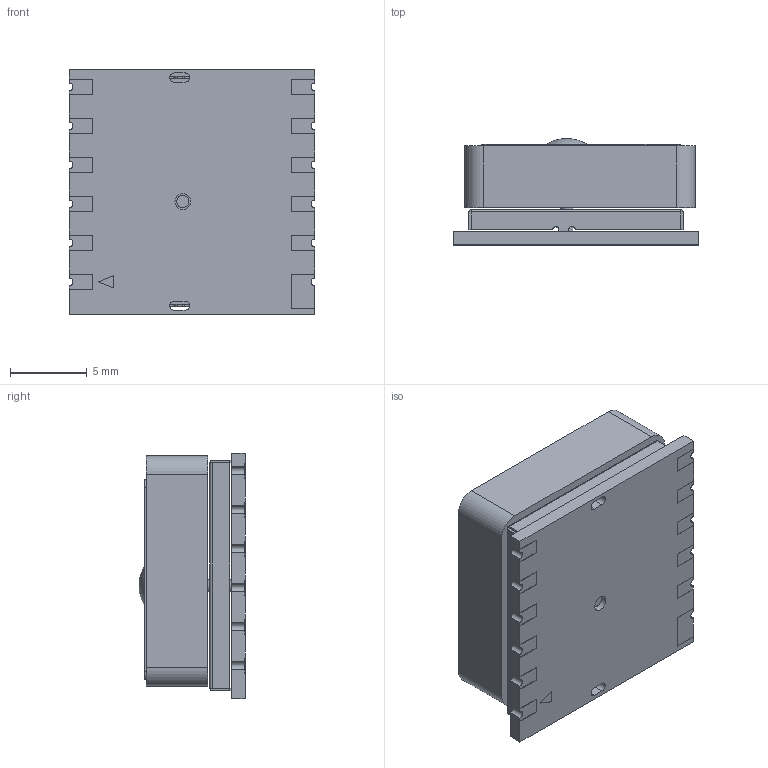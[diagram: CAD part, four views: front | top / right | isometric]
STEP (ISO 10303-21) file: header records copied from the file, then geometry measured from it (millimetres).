
FILE_DESCRIPTION(('HOOPS Exchange Step'),'2;1');
FILE_NAME('temp_export','2023-02-12T17:50:00+08:00',('30abd'),('Shapr3D Limited'),'HOOPS Exchange 2022.2','Shapr3D','Authorized');
FILE_SCHEMA( ('AUTOMOTIVE_DESIGN { 1 0 10303 214 1 1 1 1 }') );
Length unit declared in the file: millimetre
Products named in the file (2): temp_import.STEP; root
Assembly tree (1 placements, depth 2):
  root
    temp_import.STEP
Bounding box: 16 x 6.94 x 16 mm (x, y, z)
Volume: 1195.9 mm3; surface area: 2142.8 mm2
Topology: 4 solids, 4 shells, 170 faces, 469 edges, 310 vertices
Faces by surface type: plane 122, cylinder 47, sphere 1
Full cylindrical faces by diameter (mm): 0.8 x1, 1.02 x1, 2.7 x1, 2.8 x1
Entity records: 5497 total; most frequent: CARTESIAN_POINT 959, ORIENTED_EDGE 938, DIRECTION 911, EDGE_CURVE 469, VECTOR 367, LINE 367, VERTEX_POINT 310, AXIS2_PLACEMENT_3D 272
